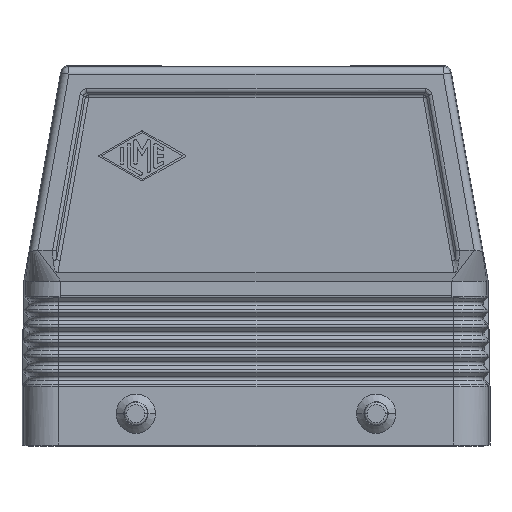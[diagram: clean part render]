
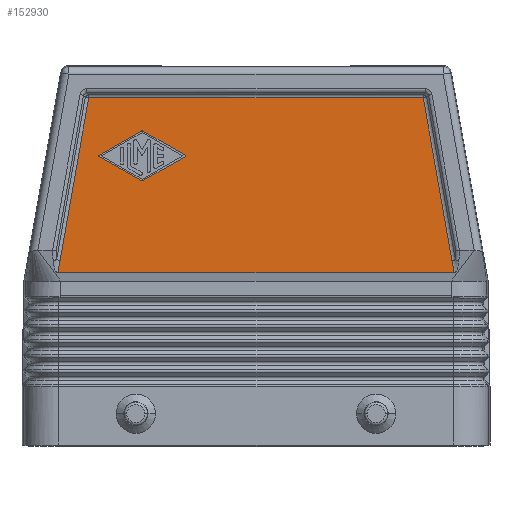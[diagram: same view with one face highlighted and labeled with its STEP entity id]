
A CAD part, front view. The second image highlights one B-rep face of the part: STEP entity #152930.
In plain terms, the highlighted face is planar.
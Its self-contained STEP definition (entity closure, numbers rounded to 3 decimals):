
#1070=CARTESIAN_POINT('',(374.083,40.072,
53.277));
#1080=VERTEX_POINT('',#1070);
#1260=CARTESIAN_POINT('',(374.083,39.741,
53.277));
#1270=VERTEX_POINT('',#1260);
#1300=CARTESIAN_POINT('',(374.083,39.906,
53.566));
#1310=DIRECTION('',(-1.,0.,0.));
#1320=DIRECTION('',(0.,-1.,0.));
#1330=AXIS2_PLACEMENT_3D('',#1300,#1310,#1320);
#1340=CIRCLE('',#1330,0.333);
#1350=EDGE_CURVE('',#1080,#1270,#1340,.T.);
#40110=CARTESIAN_POINT('',(374.083,40.072,
63.188));
#40120=VERTEX_POINT('',#40110);
#40290=CARTESIAN_POINT('',(374.083,48.488,
58.377));
#40300=VERTEX_POINT('',#40290);
#40330=CARTESIAN_POINT('',(374.083,44.373,
60.73));
#40340=DIRECTION('',(0.,-0.868,0.496));
#40350=VECTOR('',#40340,1.);
#40360=LINE('',#40330,#40350);
#40370=EDGE_CURVE('',#40300,#40120,#40360,.T.);
#40580=CARTESIAN_POINT('',(374.083,31.324,
58.377));
#40590=VERTEX_POINT('',#40580);
#40760=CARTESIAN_POINT('',(374.083,39.741,
63.188));
#40770=VERTEX_POINT('',#40760);
#40800=CARTESIAN_POINT('',(374.083,44.373,
65.836));
#40810=DIRECTION('',(0.,-0.868,-0.496));
#40820=VECTOR('',#40810,1.);
#40830=LINE('',#40800,#40820);
#40840=EDGE_CURVE('',#40770,#40590,#40830,.T.);
#64810=CARTESIAN_POINT('',(374.083,31.324,
58.088));
#64820=VERTEX_POINT('',#64810);
#64950=CARTESIAN_POINT('',(374.083,31.407,
58.233));
#64960=DIRECTION('',(-1.,0.,0.));
#64970=DIRECTION('',(0.,-1.,0.));
#64980=AXIS2_PLACEMENT_3D('',#64950,#64960,#64970);
#64990=CIRCLE('',#64980,0.167);
#65000=EDGE_CURVE('',#64820,#40590,#64990,.T.);
#66390=CARTESIAN_POINT('',(374.083,60.723,
12.233));
#66400=DIRECTION('',(0.,-0.174,0.985));
#66410=VECTOR('',#66400,1.);
#66420=LINE('',#66390,#66410);
#66430=CARTESIAN_POINT('',(374.083,56.298,
37.351));
#66440=VERTEX_POINT('',#66430);
#66450=CARTESIAN_POINT('',(374.083,50.578,
69.818));
#66460=VERTEX_POINT('',#66450);
#66470=EDGE_CURVE('',#66440,#66460,#66420,.T.);
#67960=CARTESIAN_POINT('',(374.083,-21.985,
37.351));
#67970=VERTEX_POINT('',#67960);
#68200=CARTESIAN_POINT('',(374.083,-22.423,
34.87));
#68210=VERTEX_POINT('',#68200);
#68240=CARTESIAN_POINT('',(374.083,-21.985,
37.351));
#68250=CARTESIAN_POINT('',(374.083,-22.058,
36.938));
#68260=CARTESIAN_POINT('',(374.083,-22.131,
36.524));
#68270=CARTESIAN_POINT('',(374.083,-22.204,
36.111));
#68280=CARTESIAN_POINT('',(374.083,-22.277,
35.697));
#68290=CARTESIAN_POINT('',(374.083,-22.35,
35.283));
#68300=CARTESIAN_POINT('',(374.083,-22.423,
34.87));
#68310=B_SPLINE_CURVE_WITH_KNOTS('',6,(#68240,#68250,#68260,#68270,
#68280,#68290,#68300),.UNSPECIFIED.,.F.,.F.,(7,7),(0.,1.),.UNSPECIFIED.)
;
#68320=EDGE_CURVE('',#67970,#68210,#68310,.T.);
#70240=CARTESIAN_POINT('',(374.083,39.906,
62.899));
#70250=DIRECTION('',(-1.,0.,0.));
#70260=DIRECTION('',(0.,-1.,0.));
#70270=AXIS2_PLACEMENT_3D('',#70240,#70250,#70260);
#70280=CIRCLE('',#70270,0.333);
#70290=EDGE_CURVE('',#40770,#40120,#70280,.T.);
#73400=CARTESIAN_POINT('',(374.083,-12.317,
48.893));
#73410=DIRECTION('',(1.,0.,0.));
#73420=DIRECTION('',(0.,1.,0.));
#73430=AXIS2_PLACEMENT_3D('',#73400,#73410,#73420);
#73440=PLANE('',#73430);
#80370=CARTESIAN_POINT('',(374.083,56.735,
34.87));
#80380=VERTEX_POINT('',#80370);
#80430=CARTESIAN_POINT('',(374.083,56.735,
34.87));
#80440=CARTESIAN_POINT('',(374.083,56.662,
35.283));
#80450=CARTESIAN_POINT('',(374.083,56.589,
35.697));
#80460=CARTESIAN_POINT('',(374.083,56.517,
36.111));
#80470=CARTESIAN_POINT('',(374.083,56.444,
36.524));
#80480=CARTESIAN_POINT('',(374.083,56.371,
36.938));
#80490=CARTESIAN_POINT('',(374.083,56.298,
37.351));
#80500=B_SPLINE_CURVE_WITH_KNOTS('',6,(#80430,#80440,#80450,#80460,
#80470,#80480,#80490),.UNSPECIFIED.,.F.,.F.,(7,7),(0.,1.),.UNSPECIFIED.)
;
#80510=EDGE_CURVE('',#80380,#66440,#80500,.T.);
#105320=CARTESIAN_POINT('',(374.083,-16.265,
69.818));
#105330=VERTEX_POINT('',#105320);
#105430=CARTESIAN_POINT('',(374.083,-26.411,
12.233));
#105440=DIRECTION('',(0.,0.174,0.985));
#105450=VECTOR('',#105440,1.);
#105460=LINE('',#105430,#105450);
#105470=EDGE_CURVE('',#67970,#105330,#105460,.T.);
#109480=CARTESIAN_POINT('',(374.083,44.373,
69.818));
#109490=DIRECTION('',(0.,1.,0.));
#109500=VECTOR('',#109490,1.);
#109510=LINE('',#109480,#109500);
#109520=EDGE_CURVE('',#105330,#66460,#109510,.T.);
#145410=CARTESIAN_POINT('',(374.083,48.488,
58.088));
#145420=VERTEX_POINT('',#145410);
#145470=CARTESIAN_POINT('',(374.083,44.373,
55.735));
#145480=DIRECTION('',(0.,0.868,0.496));
#145490=VECTOR('',#145480,1.);
#145500=LINE('',#145470,#145490);
#145510=EDGE_CURVE('',#1080,#145420,#145500,.T.);
#152590=ORIENTED_EDGE('',*,*,#65000,.F.);
#152600=ORIENTED_EDGE('',*,*,#40840,.T.);
#152610=ORIENTED_EDGE('',*,*,#70290,.F.);
#152620=ORIENTED_EDGE('',*,*,#40370,.T.);
#152630=CARTESIAN_POINT('',(374.083,48.405,
58.233));
#152640=DIRECTION('',(-1.,0.,0.));
#152650=DIRECTION('',(0.,-1.,0.));
#152660=AXIS2_PLACEMENT_3D('',#152630,#152640,#152650);
#152670=CIRCLE('',#152660,0.167);
#152680=EDGE_CURVE('',#40300,#145420,#152670,.T.);
#152690=ORIENTED_EDGE('',*,*,#152680,.F.);
#152700=ORIENTED_EDGE('',*,*,#145510,.T.);
#152710=ORIENTED_EDGE('',*,*,#1350,.F.);
#152720=CARTESIAN_POINT('',(374.083,44.373,
50.63));
#152730=DIRECTION('',(0.,0.868,-0.496));
#152740=VECTOR('',#152730,1.);
#152750=LINE('',#152720,#152740);
#152760=EDGE_CURVE('',#64820,#1270,#152750,.T.);
#152770=ORIENTED_EDGE('',*,*,#152760,.T.);
#152780=EDGE_LOOP('',(#152770,#152710,#152700,#152690,#152620,#152610,
#152600,#152590));
#152790=FACE_BOUND('',#152780,.T.);
#152800=ORIENTED_EDGE('',*,*,#66470,.F.);
#152810=ORIENTED_EDGE('',*,*,#109520,.T.);
#152820=ORIENTED_EDGE('',*,*,#105470,.T.);
#152830=ORIENTED_EDGE('',*,*,#68320,.F.);
#152840=CARTESIAN_POINT('',(374.083,44.373,
34.87));
#152850=DIRECTION('',(0.,1.,0.));
#152860=VECTOR('',#152850,1.);
#152870=LINE('',#152840,#152860);
#152880=EDGE_CURVE('',#68210,#80380,#152870,.T.);
#152890=ORIENTED_EDGE('',*,*,#152880,.F.);
#152900=ORIENTED_EDGE('',*,*,#80510,.F.);
#152910=EDGE_LOOP('',(#152900,#152890,#152830,#152820,#152810,#152800));
#152920=FACE_OUTER_BOUND('',#152910,.T.);
#152930=ADVANCED_FACE('',(#152790,#152920),#73440,.F.);
